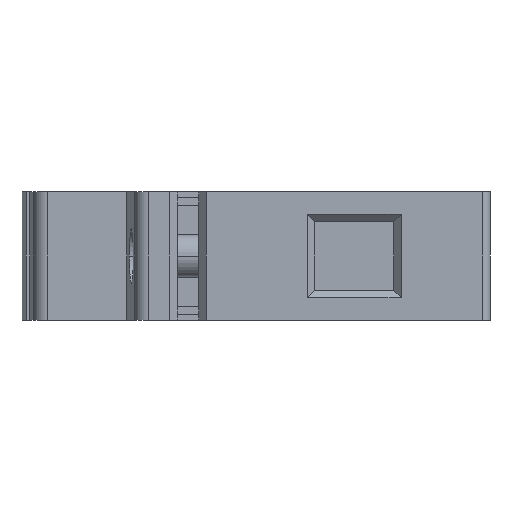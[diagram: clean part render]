
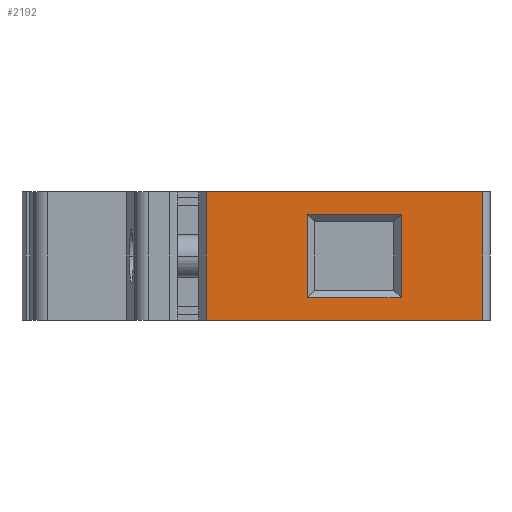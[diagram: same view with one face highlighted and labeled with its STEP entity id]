
A CAD part, front view. The second image highlights one B-rep face of the part: STEP entity #2192.
In plain terms, the highlighted planar face has unit normal (0, -1, 0).
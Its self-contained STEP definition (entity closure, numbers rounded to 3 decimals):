
#9=DIRECTION('',(1.,0.,0.));
#10=VECTOR('',#9,38.3);
#11=CARTESIAN_POINT('',(-32.5,-42.5,-8.9));
#12=LINE('',#11,#10);
#185=DIRECTION('',(1.,0.,0.));
#186=VECTOR('',#185,13.);
#187=CARTESIAN_POINT('',(-18.5,-42.5,5.75));
#188=LINE('',#187,#186);
#189=DIRECTION('',(0.,0.,1.));
#190=VECTOR('',#189,11.5);
#191=CARTESIAN_POINT('',(-18.5,-42.5,-5.75));
#192=LINE('',#191,#190);
#193=DIRECTION('',(-1.,0.,0.));
#194=VECTOR('',#193,13.);
#195=CARTESIAN_POINT('',(-5.5,-42.5,-5.75));
#196=LINE('',#195,#194);
#197=DIRECTION('',(0.,0.,-1.));
#198=VECTOR('',#197,11.5);
#199=CARTESIAN_POINT('',(-5.5,-42.5,5.75));
#200=LINE('',#199,#198);
#771=DIRECTION('',(1.,0.,0.));
#772=VECTOR('',#771,38.3);
#773=CARTESIAN_POINT('',(-32.5,-42.5,8.9));
#774=LINE('',#773,#772);
#1323=DIRECTION('',(0.,0.,1.));
#1324=VECTOR('',#1323,17.8);
#1325=CARTESIAN_POINT('',(5.8,-42.5,-8.9));
#1326=LINE('',#1325,#1324);
#1455=DIRECTION('',(0.,0.,-1.));
#1456=VECTOR('',#1455,17.8);
#1457=CARTESIAN_POINT('',(-32.5,-42.5,8.9));
#1458=LINE('',#1457,#1456);
#1609=CARTESIAN_POINT('',(5.8,-42.5,-8.9));
#1611=VERTEX_POINT('',#1609);
#1649=CARTESIAN_POINT('',(5.8,-42.5,8.9));
#1651=VERTEX_POINT('',#1649);
#1899=CARTESIAN_POINT('',(-18.5,-42.5,5.75));
#1900=CARTESIAN_POINT('',(-5.5,-42.5,5.75));
#1901=VERTEX_POINT('',#1899);
#1902=VERTEX_POINT('',#1900);
#1907=CARTESIAN_POINT('',(-5.5,-42.5,-5.75));
#1908=VERTEX_POINT('',#1907);
#1913=CARTESIAN_POINT('',(-18.5,-42.5,-5.75));
#1914=VERTEX_POINT('',#1913);
#1943=CARTESIAN_POINT('',(-32.5,-42.5,8.9));
#1945=VERTEX_POINT('',#1943);
#1953=CARTESIAN_POINT('',(-32.5,-42.5,-8.9));
#1954=VERTEX_POINT('',#1953);
#2168=CARTESIAN_POINT('',(-40.41,-42.5,-8.9));
#2169=DIRECTION('',(0.,-1.,0.));
#2170=DIRECTION('',(1.,0.,0.));
#2171=AXIS2_PLACEMENT_3D('',#2168,#2169,#2170);
#2172=PLANE('',#2171);
#2174=ORIENTED_EDGE('',*,*,#2173,.F.);
#2176=ORIENTED_EDGE('',*,*,#2175,.T.);
#2178=ORIENTED_EDGE('',*,*,#2177,.F.);
#2179=ORIENTED_EDGE('',*,*,#2012,.F.);
#2180=EDGE_LOOP('',(#2174,#2176,#2178,#2179));
#2181=FACE_OUTER_BOUND('',#2180,.F.);
#2183=ORIENTED_EDGE('',*,*,#2182,.F.);
#2185=ORIENTED_EDGE('',*,*,#2184,.F.);
#2187=ORIENTED_EDGE('',*,*,#2186,.F.);
#2189=ORIENTED_EDGE('',*,*,#2188,.F.);
#2190=EDGE_LOOP('',(#2183,#2185,#2187,#2189));
#2191=FACE_BOUND('',#2190,.F.);
#2192=ADVANCED_FACE('',(#2181,#2191),#2172,.T.);
#2012=EDGE_CURVE('',#1954,#1611,#12,.T.);
#2173=EDGE_CURVE('',#1945,#1954,#1458,.T.);
#2175=EDGE_CURVE('',#1945,#1651,#774,.T.);
#2177=EDGE_CURVE('',#1611,#1651,#1326,.T.);
#2182=EDGE_CURVE('',#1901,#1902,#188,.T.);
#2184=EDGE_CURVE('',#1914,#1901,#192,.T.);
#2186=EDGE_CURVE('',#1908,#1914,#196,.T.);
#2188=EDGE_CURVE('',#1902,#1908,#200,.T.);
